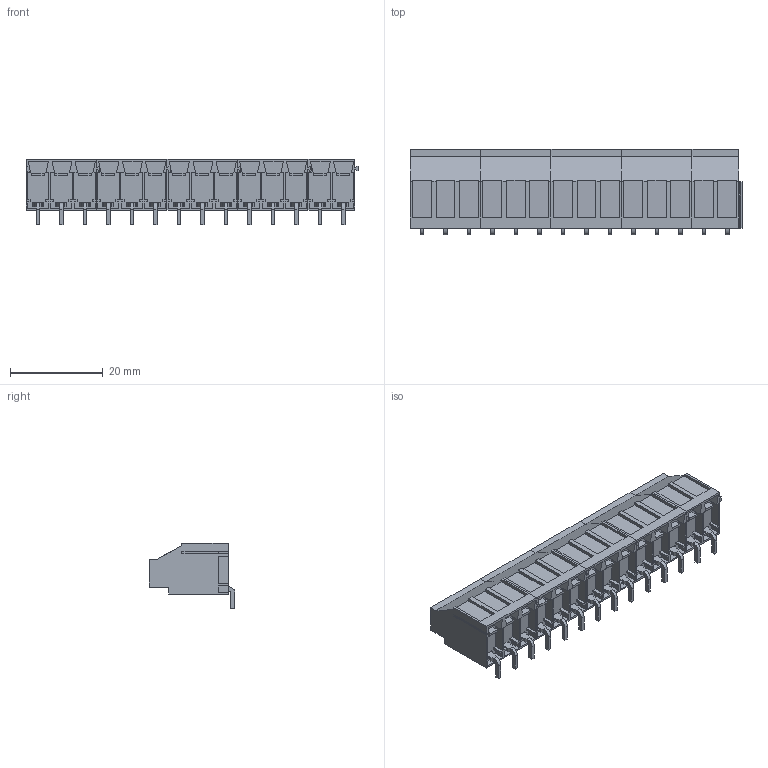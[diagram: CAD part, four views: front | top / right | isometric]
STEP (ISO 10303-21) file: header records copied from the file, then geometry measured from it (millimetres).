
FILE_DESCRIPTION(('CATIA V5 STEP','CAx-IF Rec.Pracs.--- Model Styling and Organization---1.2---2011-12-15'),'2;1');
FILE_NAME ('D1462057_0_2432030000_2432030000.stp','2016-10-03T07:02:06+00:00',('none'),('Weidmueller'),'CATIA Version 5-6 Release 2014','CATIA V5 STEP AP214','none');
FILE_SCHEMA(('AUTOMOTIVE_DESIGN { 1 0 10303 214 1 1 1 1 }'));
Length unit declared in the file: millimetre
Products named in the file (1): 2432030000_S
Bounding box: 71.77 x 18.57 x 14.2 mm (x, y, z)
Volume: 9300.4 mm3; surface area: 9620.7 mm2
Topology: 33 solids, 33 shells, 1059 faces, 2797 edges, 1846 vertices
Faces by surface type: plane 947, cylinder 112
Entity records: 30141 total; most frequent: ORIENTED_EDGE 5594, CARTESIAN_POINT 5339, DIRECTION 4187, EDGE_CURVE 2797, VECTOR 2517, LINE 2517, VERTEX_POINT 1846, EDGE_LOOP 1101
